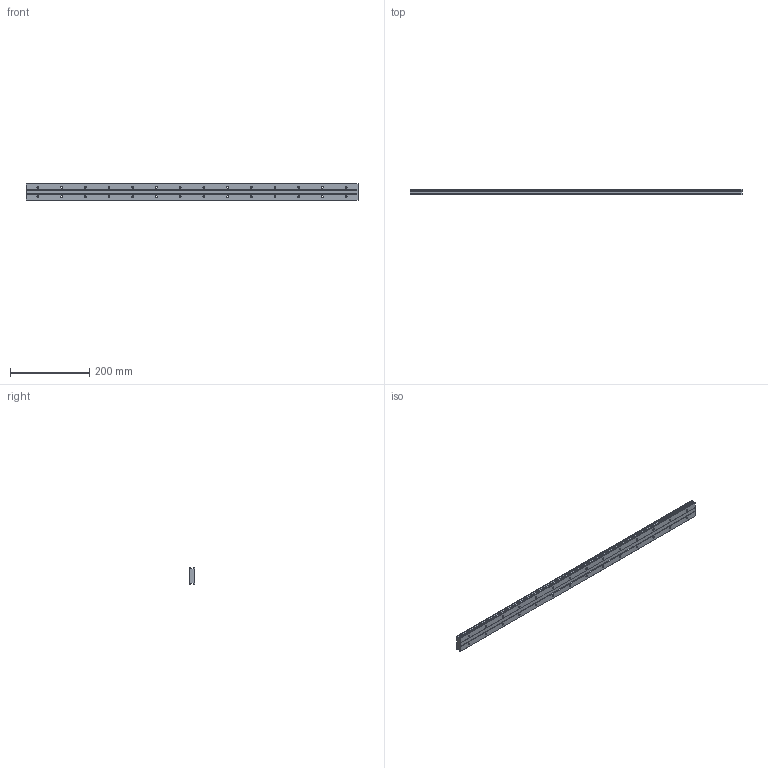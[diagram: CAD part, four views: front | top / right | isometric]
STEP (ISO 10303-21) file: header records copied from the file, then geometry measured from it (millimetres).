
FILE_DESCRIPTION (( 'STEP AP214' ), '1' );
FILE_NAME ('HRW27CA1SS-840L_G30_0_B-M6F_383-6_0_0_0_1.STEP', '2021-07-05T11:57:33', ( '' ), ( '' ), 'SwSTEP 2.0', 'SolidWorks 2021', '' );
FILE_SCHEMA (( 'AUTOMOTIVE_DESIGN' ));
Length unit declared in the file: millimetre
Products named in the file (2): HRW27CA1SS-840L_G30_0_B-M6F_383-6_0_0_0_1; _HRW27CA84030 Track
Assembly tree (1 placements, depth 2):
  HRW27CA1SS-840L_G30_0_B-M6F_383-6_0_0_0_1
    _HRW27CA84030 Track
Bounding box: 840 x 15 x 42 mm (x, y, z)
Volume: 468989.4 mm3; surface area: 106066.8 mm2
Topology: 1 solids, 1 shells, 175 faces, 435 edges, 290 vertices
Faces by surface type: cylinder 117, plane 58
Entity records: 5501 total; most frequent: DIRECTION 1027, CARTESIAN_POINT 904, ORIENTED_EDGE 870, EDGE_CURVE 435, AXIS2_PLACEMENT_3D 413, VERTEX_POINT 290, EDGE_LOOP 259, CIRCLE 234
